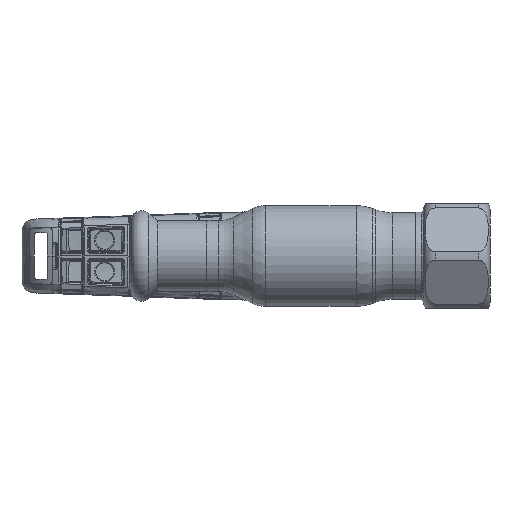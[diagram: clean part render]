
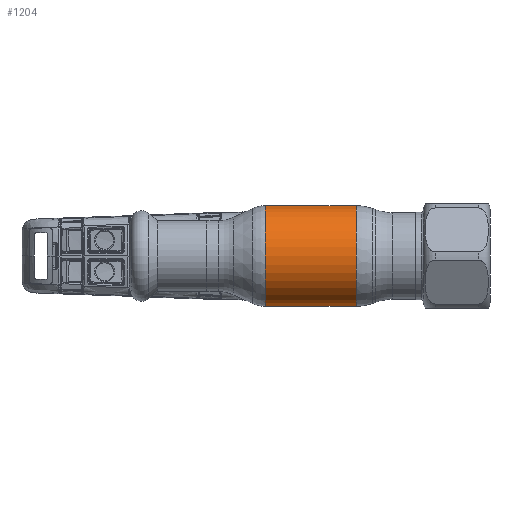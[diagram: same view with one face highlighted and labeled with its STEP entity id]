
A CAD part, front view. The second image highlights one B-rep face of the part: STEP entity #1204.
In plain terms, the highlighted cylindrical face has radius 13 mm (diameter 26 mm), a partial arc.
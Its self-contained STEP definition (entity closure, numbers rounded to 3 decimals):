
#567 = ORIENTED_EDGE ( 'NONE', *, *, #59025, .T. ) ;
#1080 = ORIENTED_EDGE ( 'NONE', *, *, #24747, .F. ) ;
#1204 = ADVANCED_FACE ( 'NONE', ( #22140 ), #23893, .T. ) ;
#3671 = ORIENTED_EDGE ( 'NONE', *, *, #18449, .F. ) ;
#3768 = VECTOR ( 'NONE', #62679, 1000. ) ;
#4088 = VERTEX_POINT ( 'NONE', #8104 ) ;
#7822 = EDGE_LOOP ( 'NONE', ( #3671, #567, #48613, #1080 ) ) ;
#8104 = CARTESIAN_POINT ( 'NONE',  ( -11.876, 0., -13. ) ) ;
#9376 = DIRECTION ( 'NONE',  ( -1., 0., 0. ) ) ;
#13396 = DIRECTION ( 'NONE',  ( -1., 0., 0. ) ) ;
#18449 = EDGE_CURVE ( 'NONE', #59839, #4088, #53774, .T. ) ;
#21744 = LINE ( 'NONE', #45102, #34927 ) ;
#22140 = FACE_OUTER_BOUND ( 'NONE', #7822, .T. ) ;
#23433 = CIRCLE ( 'NONE', #45415, 13. ) ;
#23893 = CYLINDRICAL_SURFACE ( 'NONE', #49463, 13. ) ;
#24389 = CARTESIAN_POINT ( 'NONE',  ( -62.69, 0., 0. ) ) ;
#24747 = EDGE_CURVE ( 'NONE', #4088, #46554, #23433, .T. ) ;
#25982 = VERTEX_POINT ( 'NONE', #29402 ) ;
#27458 = CARTESIAN_POINT ( 'NONE',  ( -11.876, 0., 13. ) ) ;
#29402 = CARTESIAN_POINT ( 'NONE',  ( 11.634, 0., 13. ) ) ;
#33758 = DIRECTION ( 'NONE',  ( -1., 0., 0. ) ) ;
#34303 = DIRECTION ( 'NONE',  ( -1., 0., 0. ) ) ;
#34927 = VECTOR ( 'NONE', #34303, 1000. ) ;
#37069 = CARTESIAN_POINT ( 'NONE',  ( 11.634, 0., 0. ) ) ;
#39405 = CARTESIAN_POINT ( 'NONE',  ( -11.876, 0., 0. ) ) ;
#45102 = CARTESIAN_POINT ( 'NONE',  ( -62.69, 0., 13. ) ) ;
#45415 = AXIS2_PLACEMENT_3D ( 'NONE', #39405, #33758, #50624 ) ;
#46554 = VERTEX_POINT ( 'NONE', #27458 ) ;
#46716 = DIRECTION ( 'NONE',  ( 0., 0., 1. ) ) ;
#48613 = ORIENTED_EDGE ( 'NONE', *, *, #63966, .T. ) ;
#49463 = AXIS2_PLACEMENT_3D ( 'NONE', #24389, #13396, #46716 ) ;
#50602 = CARTESIAN_POINT ( 'NONE',  ( 11.634, 0., -13. ) ) ;
#50624 = DIRECTION ( 'NONE',  ( 0., 0., 1. ) ) ;
#51411 = CARTESIAN_POINT ( 'NONE',  ( -62.69, 0., -13. ) ) ;
#52977 = AXIS2_PLACEMENT_3D ( 'NONE', #37069, #9376, #70821 ) ;
#53774 = LINE ( 'NONE', #51411, #3768 ) ;
#59025 = EDGE_CURVE ( 'NONE', #59839, #25982, #68253, .T. ) ;
#59839 = VERTEX_POINT ( 'NONE', #50602 ) ;
#62679 = DIRECTION ( 'NONE',  ( -1., 0., 0. ) ) ;
#63966 = EDGE_CURVE ( 'NONE', #25982, #46554, #21744, .T. ) ;
#68253 = CIRCLE ( 'NONE', #52977, 13. ) ;
#70821 = DIRECTION ( 'NONE',  ( 0., 0., 1. ) ) ;
